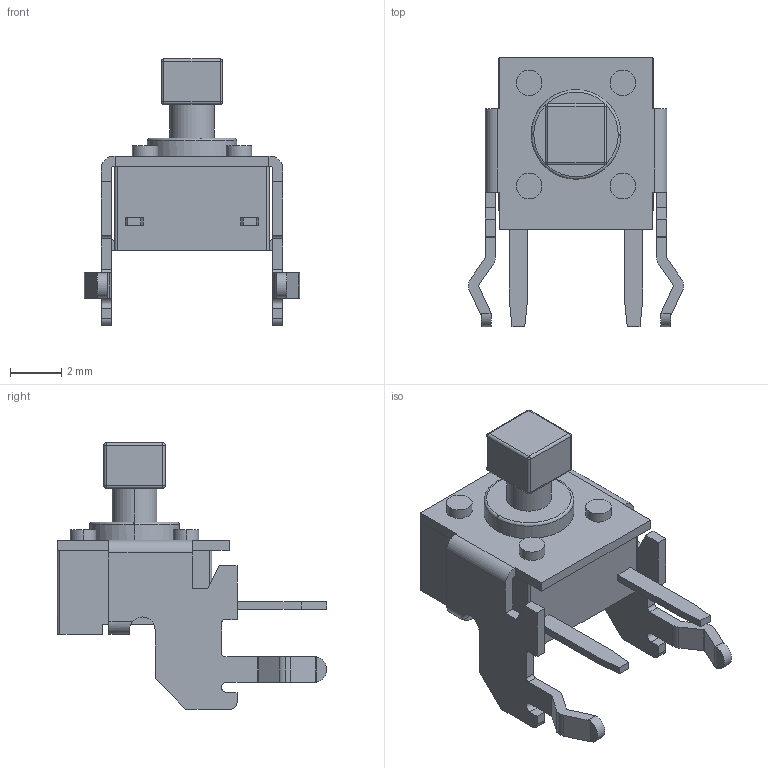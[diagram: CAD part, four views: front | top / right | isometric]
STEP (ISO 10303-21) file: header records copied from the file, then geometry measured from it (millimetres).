
FILE_DESCRIPTION(('STEP AP242'),'1');
FILE_NAME('9-1437565-9.stp','2022-07-31T20:04:51',('TraceParts'),('TraceParts S.A.'),'Spatial InterOp 3D',' ',' ');
FILE_SCHEMA(('AP242_MANAGED_MODEL_BASED_3D_ENGINEERING_MIM_LF {1 0 10303 442 1 1 4}'));
Length unit declared in the file: millimetre
Products named in the file (1): 9-1437565-9
Bounding box: 8.4 x 10.52 x 10.4 mm (x, y, z)
Volume: 172.7 mm3; surface area: 363.4 mm2
Topology: 1 solids, 1 shells, 198 faces, 529 edges, 338 vertices
Faces by surface type: plane 117, cylinder 69, sphere 8, torus 4
Entity records: 6180 total; most frequent: CARTESIAN_POINT 1096, DIRECTION 1079, ORIENTED_EDGE 1058, EDGE_CURVE 529, LINE 365, VECTOR 365, AXIS2_PLACEMENT_3D 357, VERTEX_POINT 338
